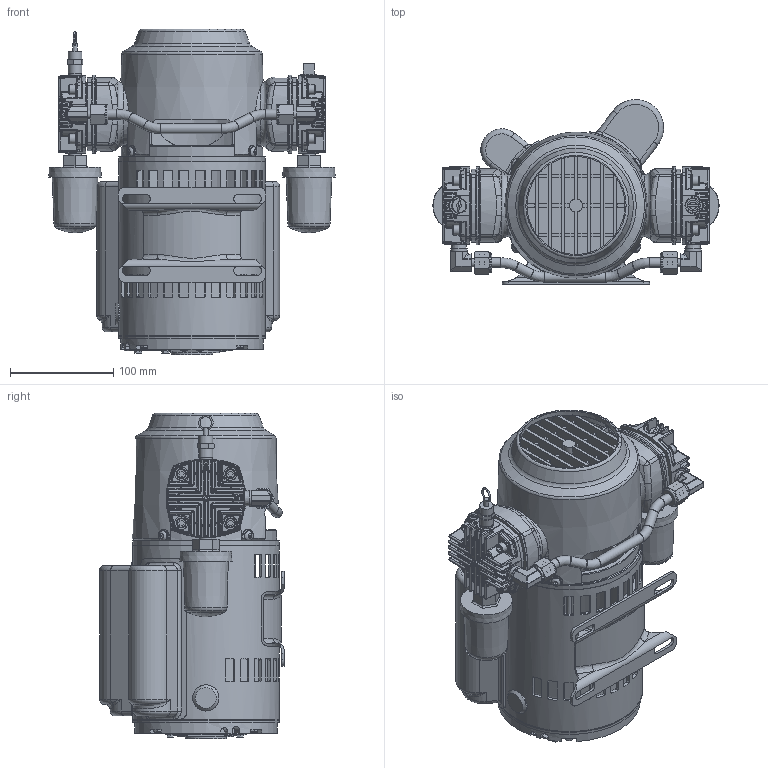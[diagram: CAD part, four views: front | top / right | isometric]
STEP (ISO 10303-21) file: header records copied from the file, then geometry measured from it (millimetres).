
FILE_DESCRIPTION (( 'STEP AP214' ), '1' );
FILE_NAME ('3HBE-10-M303X.STEP', '2025-04-21T11:53:38', ( '' ), ( '' ), 'SwSTEP 2.0', 'SolidWorks 2023', '' );
FILE_SCHEMA (( 'AUTOMOTIVE_DESIGN' ));
Length unit declared in the file: inch
Products named in the file (6): B300A; 3HBE-10-M303X; 3HBE-10-M303X GUTTED IMPORT; AE451A; AS100G; BA503
Assembly tree (7 placements, depth 2):
  3HBE-10-M303X
    3HBE-10-M303X GUTTED IMPORT
    B300A  x2
    BA503  x2
    AS100G
    AE451A
Bounding box: 277.88 x 179.29 x 315.98 mm (x, y, z)
Volume: 7453.9 mm3; surface area: 549070.2 mm2
Topology: 4 solids, 28 shells, 4719 faces, 11860 edges, 7141 vertices
Faces by surface type: bspline 1615, plane 1525, cylinder 1079, cone 300, torus 124, sphere 76
Full cylindrical faces by diameter (mm): 3.454 x4, 4.166 x4, 4.699 x1, 4.762 x4, 4.826 x4, 5.69 x8, 6.35 x8, 6.604 x8, 7.747 x5, 7.874 x4, 8.357 x1, 9.525 x13, 9.652 x2, 9.754 x4, 9.779 x2, 10.541 x1, 12.7 x8, 13.462 x2, 15.24 x1, 15.367 x2, 15.469 x1, 15.494 x2, 15.748 x2, 16.256 x2, 17.463 x2, 19.05 x2, 25.4 x1, 40.132 x1, 50.8 x4, 60.452 x2
Entity records: 192328 total; most frequent: CARTESIAN_POINT 99752, ORIENTED_EDGE 22548, DIRECTION 13894, EDGE_CURVE 11293, VERTEX_POINT 6931, B_SPLINE_CURVE_WITH_KNOTS 5475, AXIS2_PLACEMENT_3D 5399, EDGE_LOOP 5140
